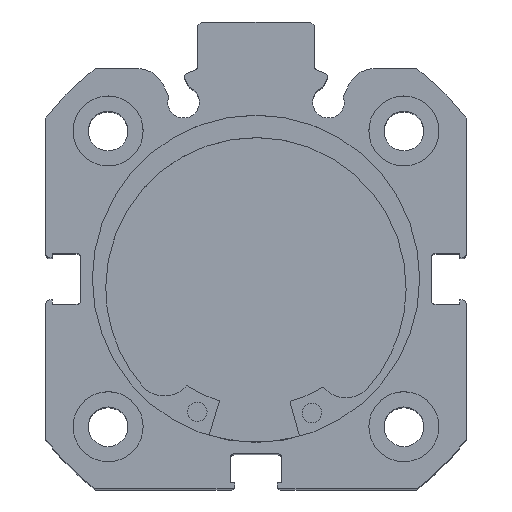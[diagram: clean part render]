
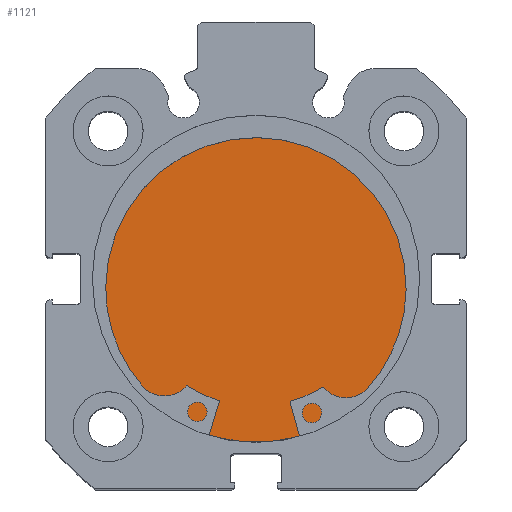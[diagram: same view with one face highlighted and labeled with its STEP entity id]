
A CAD part, top view. The second image highlights one B-rep face of the part: STEP entity #1121.
In plain terms, the highlighted face is planar.
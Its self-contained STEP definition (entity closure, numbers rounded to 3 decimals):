
#661 = VERTEX_POINT ( 'NONE', #1630 ) ;
#726 = VERTEX_POINT ( 'NONE', #1659 ) ;
#1121 = ADVANCED_FACE ( 'NONE', ( #5700 ), #1844, .F. ) ;
#1630 = CARTESIAN_POINT ( 'NONE',  ( 8.5, 0., -21. ) ) ;
#1659 = CARTESIAN_POINT ( 'NONE',  ( 8.5, 0., 21. ) ) ;
#1844 = PLANE ( 'NONE',  #6687 ) ;
#1860 = CARTESIAN_POINT ( 'NONE',  ( 8.5, 21., 0. ) ) ;
#1869 = DIRECTION ( 'NONE',  ( -1., 0., 0. ) ) ;
#1870 = DIRECTION ( 'NONE',  ( 0., 0., 1. ) ) ;
#2567 = CARTESIAN_POINT ( 'NONE',  ( 8.5, 0., 0. ) ) ;
#2568 = DIRECTION ( 'NONE',  ( -1., 0., 0. ) ) ;
#2569 = DIRECTION ( 'NONE',  ( 0., 0., 1. ) ) ;
#2893 = CIRCLE ( 'NONE', #4739, 21. ) ;
#3762 = CARTESIAN_POINT ( 'NONE',  ( 8.5, 0., 0. ) ) ;
#3763 = DIRECTION ( 'NONE',  ( -1., 0., 0. ) ) ;
#3764 = DIRECTION ( 'NONE',  ( 0., 0., 1. ) ) ;
#4739 = AXIS2_PLACEMENT_3D ( 'NONE', #3762, #3763, #3764 ) ;
#5396 = ORIENTED_EDGE ( 'NONE', *, *, #6255, .F. ) ;
#5397 = ORIENTED_EDGE ( 'NONE', *, *, #6115, .F. ) ;
#5608 = EDGE_LOOP ( 'NONE', ( #5397, #5396 ) ) ;
#5700 = FACE_OUTER_BOUND ( 'NONE', #5608, .T. ) ;
#6095 = CIRCLE ( 'NONE', #6865, 21. ) ;
#6115 = EDGE_CURVE ( 'NONE', #726, #661, #6095, .T. ) ;
#6255 = EDGE_CURVE ( 'NONE', #661, #726, #2893, .T. ) ;
#6687 = AXIS2_PLACEMENT_3D ( 'NONE', #1860, #1869, #1870 ) ;
#6865 = AXIS2_PLACEMENT_3D ( 'NONE', #2567, #2568, #2569 ) ;
